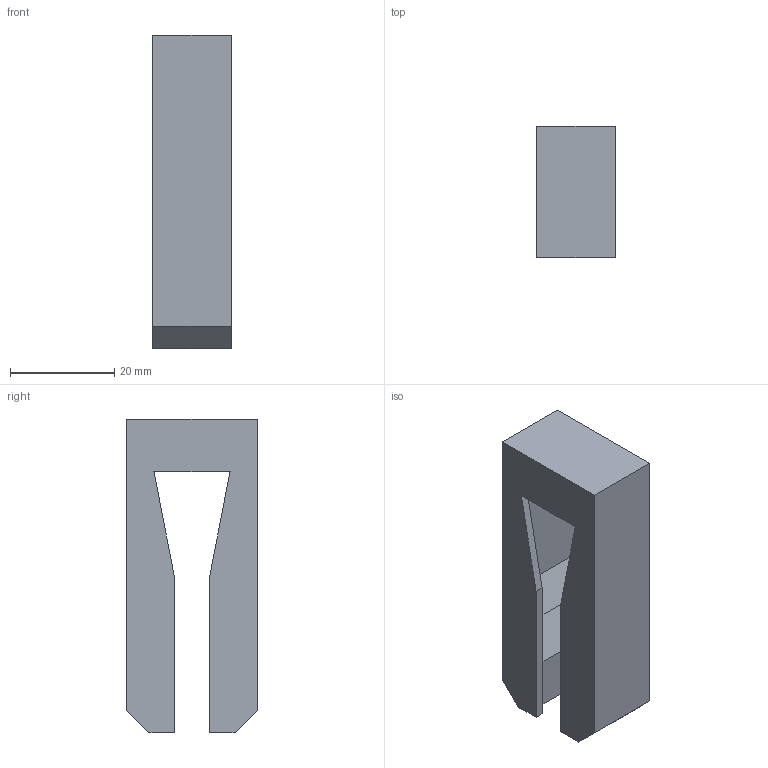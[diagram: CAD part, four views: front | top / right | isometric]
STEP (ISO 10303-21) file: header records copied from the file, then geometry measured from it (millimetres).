
FILE_DESCRIPTION(/* description */ (''),/* implementation_level */ '2;1');
FILE_NAME(/* name */ '',/* time_stamp */ '2025-02-20T17:07:21+03:00',/* author */ ('Phantom'),/* organization */ (''),/* preprocessor_version */ 'ST-DEVELOPER v20',/* originating_system */ 'Autodesk Inventor 2025',/* authorisation */ '');
FILE_SCHEMA (('AUTOMOTIVE_DESIGN { 1 0 10303 214 3 1 1 }'));
Length unit declared in the file: millimetre
Products named in the file (1): встав для крюка
Bounding box: 15 x 25 x 60 mm (x, y, z)
Volume: 12067 mm3; surface area: 6379.3 mm2
Topology: 1 solids, 1 shells, 30 faces, 82 edges, 54 vertices
Faces by surface type: plane 30
Entity records: 973 total; most frequent: CARTESIAN_POINT 167, ORIENTED_EDGE 164, DIRECTION 144, LINE 82, VECTOR 82, EDGE_CURVE 82, VERTEX_POINT 54, AXIS2_PLACEMENT_3D 31
